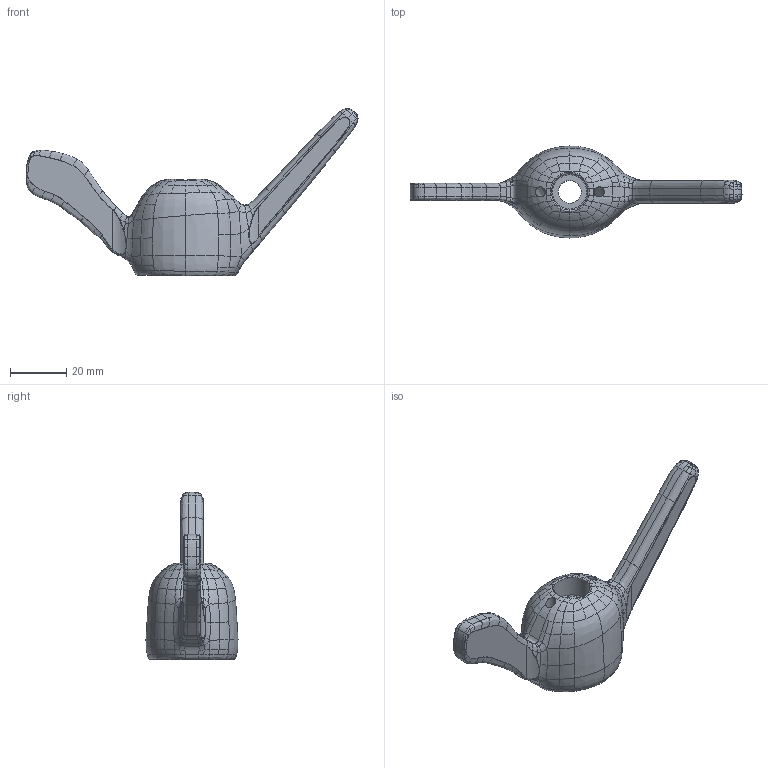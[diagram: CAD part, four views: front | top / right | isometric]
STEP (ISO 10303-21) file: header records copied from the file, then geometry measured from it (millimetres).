
FILE_DESCRIPTION(/* description */ ('STEP AP242','CAx-IF Rec.Pracs.---Representation and Presentation of Product Manufacturing Information (PMI)---4.0---2014-10-13','CAx-IF Rec.Pracs.---3D Tessellated Geometry---0.4---2014-09-14','2;1'),/* implementation_level */ '2;1');
FILE_NAME(/* name */ '67d15b047de7723b8e30a93d',/* time_stamp */ '2025-03-12T09:59:34Z',/* author */ (''),/* organization */ (''),/* preprocessor_version */ 'ST-DEVELOPER v20',/* originating_system */ 'ONSHAPE BY PTC INC, 1.194',/* authorisation */ ' ');
FILE_SCHEMA (('AP242_MANAGED_MODEL_BASED_3D_ENGINEERING_MIM_LF { 1 0 10303 442 1 1 4 }'));
Length unit declared in the file: metre
Products named in the file (1): vertebre_avant
Bounding box: 118.32 x 32.82 x 59.75 mm (x, y, z)
Volume: 34909.9 mm3; surface area: 10099.9 mm2
Topology: 1 solids, 1 shells, 569 faces, 1270 edges, 699 vertices
Faces by surface type: bspline 548, cylinder 13, plane 5, sphere 2, torus 1
Full cylindrical faces by diameter (mm): 3.6 x2, 8.15 x1, 13 x1
Entity records: 23641 total; most frequent: CARTESIAN_POINT 15608, ORIENTED_EDGE 2512, EDGE_CURVE 1256, B_SPLINE_CURVE_WITH_KNOTS 1239, VERTEX_POINT 692, EDGE_LOOP 578, FACE_BOUND 578, ADVANCED_FACE 569
